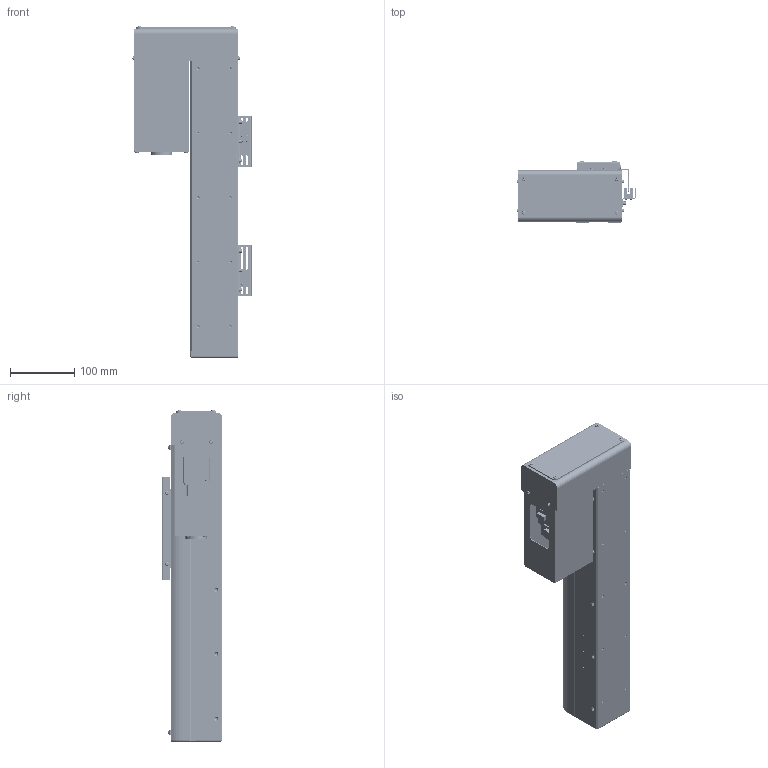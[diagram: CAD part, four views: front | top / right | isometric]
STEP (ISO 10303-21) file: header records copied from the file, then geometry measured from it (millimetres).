
FILE_DESCRIPTION (( 'STEP AP203' ), '1' );
FILE_NAME ('HC075-XXX-PL-200-XX-SR-OF.STEP', '2020-08-04T02:16:50', ( '彌營遵' ), ( '' ), 'SwSTEP 2.0', 'SolidWorks 2013', '' );
FILE_SCHEMA (( 'CONFIG_CONTROL_DESIGN' ));
Length unit declared in the file: millimetre
Products named in the file (49): HR Series motor case cover(奢辨)-ST200; 醴喀攪-ST200; STEEL BELT TESION PLATE-ST200; SIDE COVER2-ST200; HC SENSOR_2; HC075 SENSOR DOG-ST200_渠蘆 犒餌晦獄; SIDE COVER2-ST200_渠蘆 犒餌晦獄; HRballscrew-ST200; STEEL BELT TESION BRK-ST200; STEEL BELT FIX-ST200; STEEL BELT-ST200; HC075 CARRIER-ST200_渠蘆 犒餌晦獄; CARRIER-ST200_渠蘆 犒餌晦獄; HRbearing cap-ST200; socket head cap screw_ks_KS 1003 - M4 x 10 x 10-N; SUPPORT BLOCK-ST200; HC075-XXX-PL-200-XX-SR-OF; pan cross head_ks_KS 1023 PC- M3 x 5-N; 15WN-ST200_渠蘆 犒餌賥飶; FRONT PLATE-ST200; socket head cap screw_ks_KS 1003 - M5 x 10 x 10-N; CARRIER-ST200; BASE-ST200; MA Sensor Brk_ル遽; CARRIER COVER-ST200_渠蘆 犒餌晦獄; FRONT PLATE COVER-ST200; hexagon socket button head screw_jis_JIS B 1174 M3 x 6 (6) --N; 15WN-ST200_賥飶; LM GUIDE-ST200; EE-SX-674_ル遽; HRballnut-ST200_渠蘆 犒餌晦獄; 唯衛璽-ST200; socket countersunk head screw_am_B18.3.5M - 3 x 0.5 x 6 Socket FCHS  -- 6C; CARRIER COVER-ST200; BEARING HOUSING(堅薑)-ST200; socket head cap screw_ks_KS 1003 - M3 x 5 x 5-N; SHARFT-ST200_渠蘆 犒餌晦獄; HR Series TENTION PLATE(奢辨)-ST200; HC075 CARRIER-ST200; HRballnut-ST200 ...
Assembly tree (162 placements, depth 3):
  HC075-XXX-PL-200-XX-SR-OF
    BASE-ST200
    LM GUIDE-ST200
    BEARING HOUSING(堅薑)-ST200
    BEARING HOUSING(雖雖)-ST200
    END COVER-ST200
    SIDE COVER2-ST200
    STEEL BELT FIX-ST200  x2
    SUPPORT BLOCK-ST200  x2
    HC075 CARRIER-ST200
      CARRIER-ST200
      15WN-ST200_賥飶  x2
      CARRIER COVER-ST200
      HRballnut-ST200
      SHARFT-ST200  x8
      STEEL BELT TESION PLATE-ST200  x2
      STEEL BELT TESION BRK-ST200  x2
      socket head cap screw_ks_KS 1003 - M4 x 10 x 10-N  x8
      socket head cap screw_ks_KS 1003 - M5 x 10 x 10-N  x4
      hexagon socket button head screw_jis_JIS B 1174 M3 x 6 (6) --N  x4
      socket countersunk head screw_am_B18.3.5M - 3 x 0.5 x 6 Socket FCHS  -- 6C  x12
    hg-kr23_-ST200
    醴喀攪-ST200
    HRballscrew-ST200
    HRbearing cap-ST200
    FRONT PLATE-ST200
    FRONT PLATE COVER-ST200
    唯衛璽-ST200
    HR Series TENTION PLATE(奢辨)-ST200
    HR Series motor case(奢辨)-ST200
    HR Series motor case cover(奢辨)-ST200
    SIDE COVER2-ST200_渠蘆 犒餌晦獄
    HC075 CARRIER-ST200_渠蘆 犒餌晦獄
      CARRIER-ST200_渠蘆 犒餌晦獄
      15WN-ST200_渠蘆 犒餌賥飶  x2
      CARRIER COVER-ST200_渠蘆 犒餌晦獄
      HRballnut-ST200_渠蘆 犒餌晦獄
      SHARFT-ST200_渠蘆 犒餌晦獄  x8
      STEEL BELT TESION PLATE-ST200_渠蘆 犒餌晦獄  x2
      STEEL BELT TESION BRK-ST200_渠蘆 犒餌晦獄  x2
      socket head cap screw_ks_KS 1003 - M4 x 10 x 10-N  x8
      socket head cap screw_ks_KS 1003 - M5 x 10 x 10-N  x4
      hexagon socket button head screw_jis_JIS B 1174 M3 x 6 (6) --N  x6
      socket countersunk head screw_am_B18.3.5M - 3 x 0.5 x 6 Socket FCHS  -- 6C  x12
      HC075 SENSOR DOG-ST200_渠蘆 犒餌晦獄
    pan cross head_ks_KS 1023 PC- M3 x 5-N  x16
    socket head cap screw_ks_KS 1003 - M4 x 10 x 10-N  x2
    socket head cap screw_ks_KS 1003 - M5 x 10 x 10-N  x2
    HC SENSOR_1
      MA Sensor Brk_ル遽
      EE-SX-674_ル遽  x2
      socket head cap screw_ks_KS 1003 - M3 x 5 x 5-N  x7
      spring lock washer_ks_KS 1324 - M3  x3
    HC SENSOR_2
      MA Sensor Brk_ル遽
      EE-SX-674_ル遽
      socket head cap screw_ks_KS 1003 - M3 x 5 x 5-N  x5
      spring lock washer_ks_KS 1324 - M3  x3
    STEEL BELT-ST200
Bounding box: 184.65 x 94.5 x 514.95 mm (x, y, z)
Volume: 2244243.6 mm3; surface area: 976158.6 mm2
Topology: 158 solids, 158 shells, 7146 faces, 17859 edges, 11055 vertices
Faces by surface type: plane 3434, cylinder 1687, cone 905, bspline 690, torus 376, sphere 54
Entity records: 162194 total; most frequent: CARTESIAN_POINT 71959, ORIENTED_EDGE 17122, DIRECTION 16493, EDGE_CURVE 8561, AXIS2_PLACEMENT_3D 5642, VERTEX_POINT 5581, LINE 5209, VECTOR 5209
